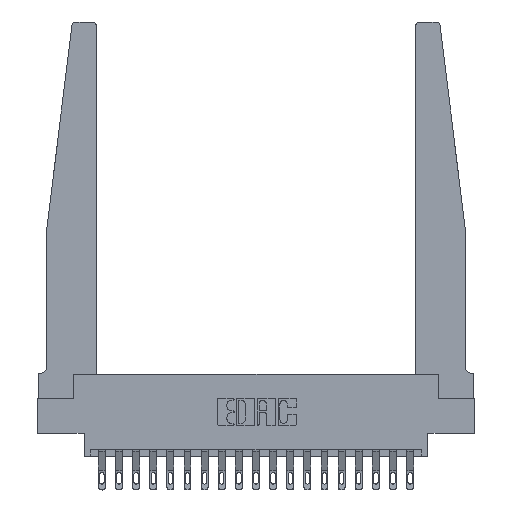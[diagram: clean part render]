
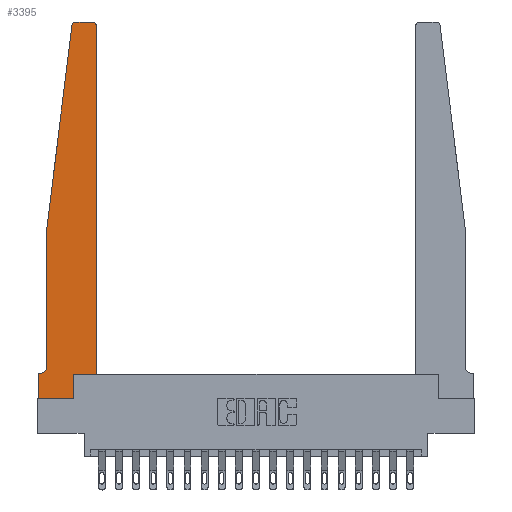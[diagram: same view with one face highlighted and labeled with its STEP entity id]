
A CAD part, top view. The second image highlights one B-rep face of the part: STEP entity #3395.
In plain terms, the highlighted planar face has unit normal (0, 0, 1).
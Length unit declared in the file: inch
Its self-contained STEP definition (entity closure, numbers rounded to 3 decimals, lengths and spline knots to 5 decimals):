
#184 = EDGE_CURVE ( 'NONE', #3018, #16454, #13234, .T. ) ;
#1010 = EDGE_CURVE ( 'NONE', #2883, #7351, #3682, .T. ) ;
#1338 = DIRECTION ( 'NONE',  ( 0., 0., 1. ) ) ;
#1632 = CARTESIAN_POINT ( 'NONE',  ( 0.015, 0.2375, 0.37 ) ) ;
#1696 = CARTESIAN_POINT ( 'NONE',  ( 0.425, 0.18, 0.37 ) ) ;
#2261 = AXIS2_PLACEMENT_3D ( 'NONE', #12783, #6365, #17600 ) ;
#2390 = DIRECTION ( 'NONE',  ( 0., 0., 1. ) ) ;
#2486 = DIRECTION ( 'NONE',  ( 0., 1., 0. ) ) ;
#2577 = LINE ( 'NONE', #10358, #18617 ) ;
#2752 = CARTESIAN_POINT ( 'NONE',  ( 0.425, 2.72, 0.37 ) ) ;
#2802 = VECTOR ( 'NONE', #13130, 39.37008 ) ;
#2817 = CARTESIAN_POINT ( 'NONE',  ( 0.015, 0.1875, 0.37 ) ) ;
#2837 = EDGE_CURVE ( 'NONE', #3606, #7391, #15720, .T. ) ;
#2883 = VERTEX_POINT ( 'NONE', #1696 ) ;
#2901 = ORIENTED_EDGE ( 'NONE', *, *, #3043, .T. ) ;
#3018 = VERTEX_POINT ( 'NONE', #10051 ) ;
#3043 = EDGE_CURVE ( 'NONE', #16454, #7767, #20702, .T. ) ;
#3253 = DIRECTION ( 'NONE',  ( -1., 0., 0. ) ) ;
#3395 = ADVANCED_FACE ( 'NONE', ( #9929 ), #14376, .T. ) ;
#3606 = VERTEX_POINT ( 'NONE', #11731 ) ;
#3621 = CARTESIAN_POINT ( 'NONE',  ( 0.2605, 0.18, 0.37 ) ) ;
#3682 = LINE ( 'NONE', #13709, #7464 ) ;
#4034 = LINE ( 'NONE', #13537, #12086 ) ;
#4282 = VECTOR ( 'NONE', #15869, 39.37008 ) ;
#5127 = ORIENTED_EDGE ( 'NONE', *, *, #14128, .T. ) ;
#5871 = CARTESIAN_POINT ( 'NONE',  ( 0.065, 0.1875, 0.37 ) ) ;
#6291 = CIRCLE ( 'NONE', #13198, 0.03 ) ;
#6365 = DIRECTION ( 'NONE',  ( 0., 0., 1. ) ) ;
#6706 = CARTESIAN_POINT ( 'NONE',  ( 0., 0., 0.37 ) ) ;
#6924 = VERTEX_POINT ( 'NONE', #12519 ) ;
#7032 = VERTEX_POINT ( 'NONE', #12863 ) ;
#7214 = EDGE_CURVE ( 'NONE', #20335, #7032, #17053, .T. ) ;
#7337 = CARTESIAN_POINT ( 'NONE',  ( 0.065, 1.25, 0.37 ) ) ;
#7351 = VERTEX_POINT ( 'NONE', #2752 ) ;
#7391 = VERTEX_POINT ( 'NONE', #2817 ) ;
#7464 = VECTOR ( 'NONE', #2486, 39.37008 ) ;
#7497 = DIRECTION ( 'NONE',  ( -1., 0., 0. ) ) ;
#7563 = LINE ( 'NONE', #9907, #2802 ) ;
#7767 = VERTEX_POINT ( 'NONE', #3621 ) ;
#8174 = ORIENTED_EDGE ( 'NONE', *, *, #13948, .T. ) ;
#8226 = AXIS2_PLACEMENT_3D ( 'NONE', #12019, #2390, #13610 ) ;
#8515 = CARTESIAN_POINT ( 'NONE',  ( 0.2605, 0.18, 0.37 ) ) ;
#8712 = DIRECTION ( 'NONE',  ( 0., -1., 0. ) ) ;
#8989 = VECTOR ( 'NONE', #10237, 39.37008 ) ;
#9171 = ORIENTED_EDGE ( 'NONE', *, *, #15680, .T. ) ;
#9524 = AXIS2_PLACEMENT_3D ( 'NONE', #1632, #12875, #3253 ) ;
#9569 = LINE ( 'NONE', #10734, #13321 ) ;
#9907 = CARTESIAN_POINT ( 'NONE',  ( 0.425, 0.18, 0.37 ) ) ;
#9929 = FACE_OUTER_BOUND ( 'NONE', #12682, .T. ) ;
#10051 = CARTESIAN_POINT ( 'NONE',  ( 0., 0., 0.37 ) ) ;
#10237 = DIRECTION ( 'NONE',  ( 1., 0., 0. ) ) ;
#10358 = CARTESIAN_POINT ( 'NONE',  ( 0.065, 1.25, 0.37 ) ) ;
#10397 = VERTEX_POINT ( 'NONE', #7337 ) ;
#10426 = ORIENTED_EDGE ( 'NONE', *, *, #184, .T. ) ;
#10734 = CARTESIAN_POINT ( 'NONE',  ( 0.065, 1.25, 0.37 ) ) ;
#10850 = LINE ( 'NONE', #5871, #18859 ) ;
#10971 = CARTESIAN_POINT ( 'NONE',  ( 0.395, 2.72, 0.37 ) ) ;
#11176 = ORIENTED_EDGE ( 'NONE', *, *, #13300, .T. ) ;
#11511 = CARTESIAN_POINT ( 'NONE',  ( 0.2605, 0., 0.37 ) ) ;
#11731 = CARTESIAN_POINT ( 'NONE',  ( 0.065, 0.2375, 0.37 ) ) ;
#12019 = CARTESIAN_POINT ( 'NONE',  ( 0.27653, 2.72, 0.37 ) ) ;
#12086 = VECTOR ( 'NONE', #8712, 39.37008 ) ;
#12447 = ORIENTED_EDGE ( 'NONE', *, *, #1010, .T. ) ;
#12519 = CARTESIAN_POINT ( 'NONE',  ( 0.395, 2.75, 0.37 ) ) ;
#12582 = DIRECTION ( 'NONE',  ( 1., 0., 0. ) ) ;
#12682 = EDGE_LOOP ( 'NONE', ( #9171, #18170, #11176, #15428, #15945, #20673, #5127, #10426, #2901, #8174, #12447, #17207 ) ) ;
#12783 = CARTESIAN_POINT ( 'NONE',  ( 0., 0.1875, 0.37 ) ) ;
#12791 = EDGE_CURVE ( 'NONE', #7391, #15599, #10850, .T. ) ;
#12863 = CARTESIAN_POINT ( 'NONE',  ( 0.24675, 2.72367, 0.37 ) ) ;
#12875 = DIRECTION ( 'NONE',  ( 0., 0., -1. ) ) ;
#13130 = DIRECTION ( 'NONE',  ( 1., 0., 0. ) ) ;
#13198 = AXIS2_PLACEMENT_3D ( 'NONE', #10971, #1338, #12582 ) ;
#13234 = LINE ( 'NONE', #6706, #8989 ) ;
#13300 = EDGE_CURVE ( 'NONE', #7032, #10397, #2577, .T. ) ;
#13321 = VECTOR ( 'NONE', #13950, 39.37008 ) ;
#13537 = CARTESIAN_POINT ( 'NONE',  ( 0., 0., 0.37 ) ) ;
#13610 = DIRECTION ( 'NONE',  ( 1., 0., 0. ) ) ;
#13709 = CARTESIAN_POINT ( 'NONE',  ( 0.425, 0.18, 0.37 ) ) ;
#13730 = EDGE_CURVE ( 'NONE', #7351, #6924, #6291, .T. ) ;
#13948 = EDGE_CURVE ( 'NONE', #7767, #2883, #7563, .T. ) ;
#13950 = DIRECTION ( 'NONE',  ( 0., -1., 0. ) ) ;
#13973 = CARTESIAN_POINT ( 'NONE',  ( 0., 0.1875, 0.37 ) ) ;
#14128 = EDGE_CURVE ( 'NONE', #15599, #3018, #4034, .T. ) ;
#14277 = EDGE_CURVE ( 'NONE', #10397, #3606, #9569, .T. ) ;
#14376 = PLANE ( 'NONE',  #2261 ) ;
#14890 = DIRECTION ( 'NONE',  ( 0., 1., 0. ) ) ;
#15428 = ORIENTED_EDGE ( 'NONE', *, *, #14277, .T. ) ;
#15599 = VERTEX_POINT ( 'NONE', #13973 ) ;
#15680 = EDGE_CURVE ( 'NONE', #6924, #20335, #16594, .T. ) ;
#15720 = CIRCLE ( 'NONE', #9524, 0.05 ) ;
#15869 = DIRECTION ( 'NONE',  ( -1., 0., 0. ) ) ;
#15945 = ORIENTED_EDGE ( 'NONE', *, *, #2837, .T. ) ;
#16454 = VERTEX_POINT ( 'NONE', #11511 ) ;
#16594 = LINE ( 'NONE', #18998, #4282 ) ;
#17053 = CIRCLE ( 'NONE', #8226, 0.03 ) ;
#17207 = ORIENTED_EDGE ( 'NONE', *, *, #13730, .T. ) ;
#17600 = DIRECTION ( 'NONE',  ( 1., 0., 0. ) ) ;
#18170 = ORIENTED_EDGE ( 'NONE', *, *, #7214, .T. ) ;
#18617 = VECTOR ( 'NONE', #19939, 39.37008 ) ;
#18835 = CARTESIAN_POINT ( 'NONE',  ( 0.27653, 2.75, 0.37 ) ) ;
#18859 = VECTOR ( 'NONE', #7497, 39.37008 ) ;
#18998 = CARTESIAN_POINT ( 'NONE',  ( 0.25, 2.75, 0.37 ) ) ;
#19939 = DIRECTION ( 'NONE',  ( -0.122, -0.992, 0. ) ) ;
#20214 = VECTOR ( 'NONE', #14890, 39.37008 ) ;
#20335 = VERTEX_POINT ( 'NONE', #18835 ) ;
#20673 = ORIENTED_EDGE ( 'NONE', *, *, #12791, .T. ) ;
#20702 = LINE ( 'NONE', #8515, #20214 ) ;
